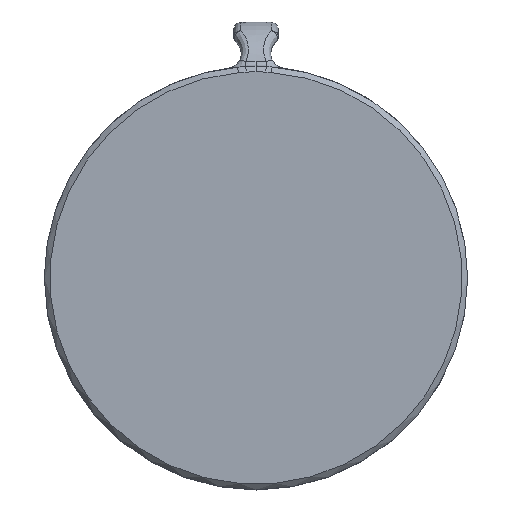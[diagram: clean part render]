
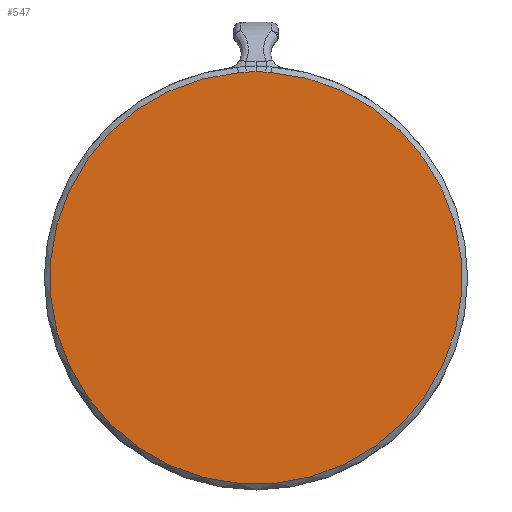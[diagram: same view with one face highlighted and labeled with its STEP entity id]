
A CAD part, top view. The second image highlights one B-rep face of the part: STEP entity #547.
In plain terms, the highlighted planar face has unit normal (0, 0, 1).
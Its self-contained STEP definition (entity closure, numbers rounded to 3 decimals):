
#56 = CARTESIAN_POINT ( 'NONE',  ( -2.28, 44.012, -2.388 ) ) ;
#72 = CARTESIAN_POINT ( 'NONE',  ( -2.35, 44.008, -2.388 ) ) ;
#76 = DIRECTION ( 'NONE',  ( 0., 1., 0. ) ) ;
#86 = CARTESIAN_POINT ( 'NONE',  ( -3.124, 43.949, -2.388 ) ) ;
#164 = CARTESIAN_POINT ( 'NONE',  ( -0.701, 44.071, -2.388 ) ) ;
#177 = B_SPLINE_CURVE_WITH_KNOTS ( 'NONE', 3,
 ( #1654, #1247, #2825, #2133, #56, #72, #1008, #2565, #1898, #2854, #2809, #754, #1844, #1023, #540, #2121, #284, #736, #1491, #86, #2346, #2374, #768, #2794, #1429, #2609, #510, #1928, #924, #1716 ),
 .UNSPECIFIED., .F., .F.,
 ( 4, 2, 2, 2, 2, 2, 2, 2, 2, 2, 2, 2, 2, 2, 4 ),
 ( 0., 0., 0., 0., 0., 0.001, 0.001, 0.001, 0.001, 0.001, 0.001, 0.001, 0.001, 0.001, 0.002 ),
 .UNSPECIFIED. ) ;
#231 = PLANE ( 'NONE',  #1467 ) ;
#252 = EDGE_CURVE ( 'Defeatured_0_34+Defeatured_0_36+Defeatured_0_38+Defeatured_0_35', #1546, #1234, #2224, .T. ) ;
#284 = CARTESIAN_POINT ( 'NONE',  ( -3.036, 43.957, -2.388 ) ) ;
#359 = EDGE_CURVE ( 'Defeatured_0_34+Defeatured_0_35+Defeatured_0_36+Defeatured_0_37', #1234, #942, #177, .T. ) ;
#392 = B_SPLINE_CURVE_WITH_KNOTS ( 'NONE', 3,
 ( #1249, #1929, #497, #2332, #1202, #756, #724, #2134, #1676, #1639 ),
 .UNSPECIFIED., .F., .F.,
 ( 4, 3, 3, 4 ),
 ( 0., 0., 0.001, 0.001 ),
 .UNSPECIFIED. ) ;
#484 = ORIENTED_EDGE ( 'NONE', *, *, #252, .T. ) ;
#497 = CARTESIAN_POINT ( 'NONE',  ( 2.994, 43.947, -2.388 ) ) ;
#510 = CARTESIAN_POINT ( 'NONE',  ( -3.51, 43.909, -2.388 ) ) ;
#540 = CARTESIAN_POINT ( 'NONE',  ( -2.984, 43.962, -2.388 ) ) ;
#547 = ADVANCED_FACE ( 'Defeatured_0_34', ( #2784 ), #231, .F. ) ;
#724 = CARTESIAN_POINT ( 'NONE',  ( 2.479, 43.993, -2.388 ) ) ;
#727 = CARTESIAN_POINT ( 'NONE',  ( -50.8, 50.8, -2.388 ) ) ;
#736 = CARTESIAN_POINT ( 'NONE',  ( -3.072, 43.954, -2.388 ) ) ;
#754 = CARTESIAN_POINT ( 'NONE',  ( -2.808, 43.977, -2.388 ) ) ;
#756 = CARTESIAN_POINT ( 'NONE',  ( 2.604, 43.983, -2.388 ) ) ;
#768 = CARTESIAN_POINT ( 'NONE',  ( -3.23, 43.938, -2.388 ) ) ;
#839 = DIRECTION ( 'NONE',  ( 0., 0., 1. ) ) ;
#847 = CARTESIAN_POINT ( 'NONE',  ( 0.701, 44.071, -2.388 ) ) ;
#858 = CARTESIAN_POINT ( 'NONE',  ( -2.104, 44.021, -2.388 ) ) ;
#861 = ORIENTED_EDGE ( 'NONE', *, *, #1047, .T. ) ;
#863 = CARTESIAN_POINT ( 'NONE',  ( 0., 44.071, -2.388 ) ) ;
#924 = CARTESIAN_POINT ( 'NONE',  ( -3.721, 43.889, -2.388 ) ) ;
#942 = VERTEX_POINT ( 'NONE', #1386 ) ;
#1008 = CARTESIAN_POINT ( 'NONE',  ( -2.385, 44.006, -2.388 ) ) ;
#1011 = CARTESIAN_POINT ( 'NONE',  ( 0., 44.071, -2.388 ) ) ;
#1023 = CARTESIAN_POINT ( 'NONE',  ( -2.966, 43.964, -2.388 ) ) ;
#1047 = EDGE_CURVE ( 'Defeatured_0_34+Defeatured_0_39+Defeatured_0_37+Defeatured_0_38', #1809, #2270, #392, .T. ) ;
#1088 = CARTESIAN_POINT ( 'NONE',  ( -2.104, 44.021, -2.388 ) ) ;
#1188 = ORIENTED_EDGE ( 'NONE', *, *, #359, .T. ) ;
#1202 = CARTESIAN_POINT ( 'NONE',  ( 2.728, 43.971, -2.388 ) ) ;
#1234 = VERTEX_POINT ( 'NONE', #858 ) ;
#1247 = CARTESIAN_POINT ( 'NONE',  ( -2.139, 44.019, -2.388 ) ) ;
#1249 = CARTESIAN_POINT ( 'NONE',  ( 3.277, 43.924, -2.388 ) ) ;
#1357 = CARTESIAN_POINT ( 'NONE',  ( -1.403, 44.054, -2.388 ) ) ;
#1359 = ORIENTED_EDGE ( 'NONE', *, *, #1967, .T. ) ;
#1386 = CARTESIAN_POINT ( 'NONE',  ( -3.791, 43.883, -2.388 ) ) ;
#1409 = EDGE_CURVE ( 'Defeatured_0_34+Defeatured_0_38+Defeatured_0_39+Defeatured_0_36', #2270, #1546, #2117, .T. ) ;
#1429 = CARTESIAN_POINT ( 'NONE',  ( -3.335, 43.927, -2.388 ) ) ;
#1467 = AXIS2_PLACEMENT_3D ( 'NONE', #727, #1919, #76 ) ;
#1473 = CIRCLE ( 'NONE', #2238, 44.046 ) ;
#1491 = CARTESIAN_POINT ( 'NONE',  ( -3.089, 43.952, -2.388 ) ) ;
#1546 = VERTEX_POINT ( 'NONE', #1011 ) ;
#1639 = CARTESIAN_POINT ( 'NONE',  ( 2.104, 44.021, -2.388 ) ) ;
#1654 = CARTESIAN_POINT ( 'NONE',  ( -2.104, 44.021, -2.388 ) ) ;
#1676 = CARTESIAN_POINT ( 'NONE',  ( 2.229, 44.015, -2.388 ) ) ;
#1716 = CARTESIAN_POINT ( 'NONE',  ( -3.791, 43.883, -2.388 ) ) ;
#1764 = EDGE_LOOP ( 'NONE', ( #1359, #861, #2567, #484, #1188 ) ) ;
#1809 = VERTEX_POINT ( 'NONE', #2302 ) ;
#1844 = CARTESIAN_POINT ( 'NONE',  ( -2.878, 43.972, -2.388 ) ) ;
#1898 = CARTESIAN_POINT ( 'NONE',  ( -2.491, 44., -2.388 ) ) ;
#1919 = DIRECTION ( 'NONE',  ( 0., 0., -1. ) ) ;
#1928 = CARTESIAN_POINT ( 'NONE',  ( -3.651, 43.895, -2.388 ) ) ;
#1929 = CARTESIAN_POINT ( 'NONE',  ( 3.136, 43.935, -2.388 ) ) ;
#1967 = EDGE_CURVE ( 'Defeatured_0_34+Defeatured_0_37+Defeatured_0_35+Defeatured_0_39', #942, #1809, #1473, .T. ) ;
#1992 = CARTESIAN_POINT ( 'NONE',  ( 2.104, 44.021, -2.388 ) ) ;
#2117 = B_SPLINE_CURVE_WITH_KNOTS ( 'NONE', 3,
 ( #1992, #2891, #847, #863 ),
 .UNSPECIFIED., .F., .F.,
 ( 4, 4 ),
 ( 0., 0.002 ),
 .UNSPECIFIED. ) ;
#2121 = CARTESIAN_POINT ( 'NONE',  ( -3.019, 43.959, -2.388 ) ) ;
#2133 = CARTESIAN_POINT ( 'NONE',  ( -2.245, 44.014, -2.388 ) ) ;
#2134 = CARTESIAN_POINT ( 'NONE',  ( 2.354, 44.004, -2.388 ) ) ;
#2191 = CARTESIAN_POINT ( 'NONE',  ( 0., 0., -2.388 ) ) ;
#2204 = DIRECTION ( 'NONE',  ( 0., 1., 0. ) ) ;
#2224 = B_SPLINE_CURVE_WITH_KNOTS ( 'NONE', 3,
 ( #2681, #164, #1357, #1088 ),
 .UNSPECIFIED., .F., .F.,
 ( 4, 4 ),
 ( 0., 0.002 ),
 .UNSPECIFIED. ) ;
#2238 = AXIS2_PLACEMENT_3D ( 'NONE', #2191, #839, #2204 ) ;
#2270 = VERTEX_POINT ( 'NONE', #2471 ) ;
#2302 = CARTESIAN_POINT ( 'NONE',  ( 3.277, 43.924, -2.388 ) ) ;
#2332 = CARTESIAN_POINT ( 'NONE',  ( 2.853, 43.959, -2.388 ) ) ;
#2346 = CARTESIAN_POINT ( 'NONE',  ( -3.142, 43.947, -2.388 ) ) ;
#2374 = CARTESIAN_POINT ( 'NONE',  ( -3.194, 43.942, -2.388 ) ) ;
#2471 = CARTESIAN_POINT ( 'NONE',  ( 2.104, 44.021, -2.388 ) ) ;
#2565 = CARTESIAN_POINT ( 'NONE',  ( -2.456, 44.002, -2.388 ) ) ;
#2567 = ORIENTED_EDGE ( 'NONE', *, *, #1409, .T. ) ;
#2609 = CARTESIAN_POINT ( 'NONE',  ( -3.44, 43.916, -2.388 ) ) ;
#2681 = CARTESIAN_POINT ( 'NONE',  ( 0., 44.071, -2.388 ) ) ;
#2784 = FACE_OUTER_BOUND ( 'NONE', #1764, .T. ) ;
#2794 = CARTESIAN_POINT ( 'NONE',  ( -3.3, 43.931, -2.388 ) ) ;
#2809 = CARTESIAN_POINT ( 'NONE',  ( -2.667, 43.988, -2.388 ) ) ;
#2825 = CARTESIAN_POINT ( 'NONE',  ( -2.174, 44.018, -2.388 ) ) ;
#2854 = CARTESIAN_POINT ( 'NONE',  ( -2.597, 43.993, -2.388 ) ) ;
#2891 = CARTESIAN_POINT ( 'NONE',  ( 1.403, 44.054, -2.388 ) ) ;
